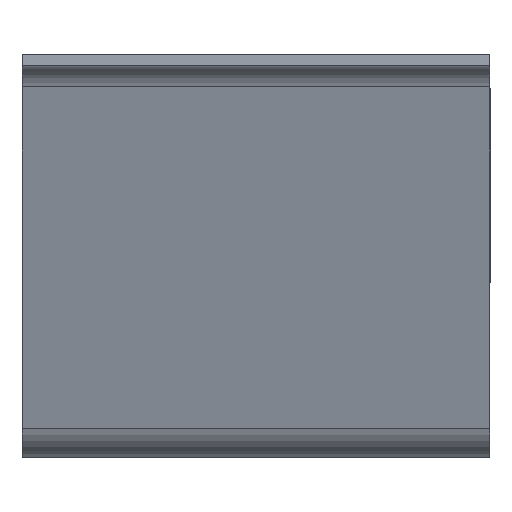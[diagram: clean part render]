
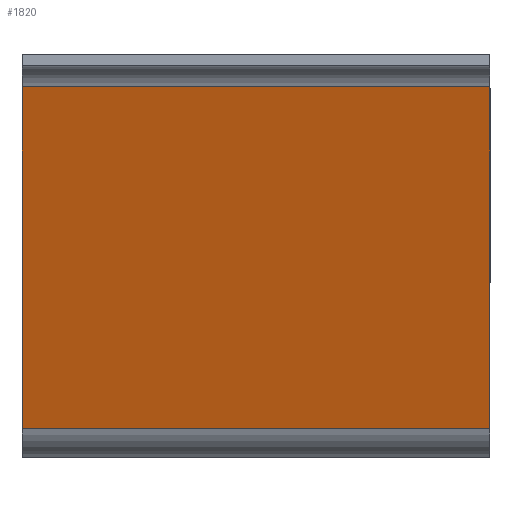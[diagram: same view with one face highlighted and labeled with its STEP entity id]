
A CAD part, left-side view. The second image highlights one B-rep face of the part: STEP entity #1820.
In plain terms, the highlighted planar face has unit normal (-0.959, 0, -0.283).
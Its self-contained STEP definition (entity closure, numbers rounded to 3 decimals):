
#609 = CYLINDRICAL_SURFACE('',#610,0.35);
#610 = AXIS2_PLACEMENT_3D('',#611,#612,#613);
#611 = CARTESIAN_POINT('',(1.25,2.,-3.));
#612 = DIRECTION('',(0.,1.,0.));
#613 = DIRECTION('',(1.,0.,0.));
#1342 = EDGE_CURVE('',#1343,#1345,#1347,.T.);
#1343 = VERTEX_POINT('',#1344);
#1344 = CARTESIAN_POINT('',(0.914,2.,-3.099));
#1345 = VERTEX_POINT('',#1346);
#1346 = CARTESIAN_POINT('',(0.914,-2.,-3.099));
#1347 = SURFACE_CURVE('',#1348,(#1352,#1359),.PCURVE_S1.);
#1348 = LINE('',#1349,#1350);
#1349 = CARTESIAN_POINT('',(0.914,2.,-3.099));
#1350 = VECTOR('',#1351,1.);
#1351 = DIRECTION('',(0.,-1.,0.));
#1352 = PCURVE('',#609,#1353);
#1353 = DEFINITIONAL_REPRESENTATION('',(#1354),#1358);
#1354 = LINE('',#1355,#1356);
#1355 = CARTESIAN_POINT('',(-3.428,0.));
#1356 = VECTOR('',#1357,1.);
#1357 = DIRECTION('',(-0.,-1.));
#1358 = ( GEOMETRIC_REPRESENTATION_CONTEXT(2) 
PARAMETRIC_REPRESENTATION_CONTEXT() REPRESENTATION_CONTEXT('2D SPACE',''
  ) );
#1359 = PCURVE('',#1360,#1365);
#1360 = PLANE('',#1361);
#1361 = AXIS2_PLACEMENT_3D('',#1362,#1363,#1364);
#1362 = CARTESIAN_POINT('',(0.053,2.,-0.179));
#1363 = DIRECTION('',(0.959,0.,0.283));
#1364 = DIRECTION('',(0.283,0.,-0.959
    ));
#1365 = DEFINITIONAL_REPRESENTATION('',(#1366),#1370);
#1366 = LINE('',#1367,#1368);
#1367 = CARTESIAN_POINT('',(3.044,0.));
#1368 = VECTOR('',#1369,1.);
#1369 = DIRECTION('',(0.,-1.));
#1370 = ( GEOMETRIC_REPRESENTATION_CONTEXT(2) 
PARAMETRIC_REPRESENTATION_CONTEXT() REPRESENTATION_CONTEXT('2D SPACE',''
  ) );
#1594 = PLANE('',#1595);
#1595 = AXIS2_PLACEMENT_3D('',#1596,#1597,#1598);
#1596 = CARTESIAN_POINT('',(0.,2.,0.)
  );
#1597 = DIRECTION('',(0.,1.,0.));
#1598 = DIRECTION('',(0.283,0.,-0.959
    ));
#1808 = PLANE('',#1809);
#1809 = AXIS2_PLACEMENT_3D('',#1810,#1811,#1812);
#1810 = CARTESIAN_POINT('',(0.,-2.,0.)
  );
#1811 = DIRECTION('',(0.,-1.,0.));
#1812 = DIRECTION('',(-0.283,0.,0.959)
  );
#1820 = ADVANCED_FACE('',(#1821),#1360,.F.);
#1821 = FACE_BOUND('',#1822,.F.);
#1822 = EDGE_LOOP('',(#1823,#1853,#1874,#1875));
#1823 = ORIENTED_EDGE('',*,*,#1824,.T.);
#1824 = EDGE_CURVE('',#1825,#1827,#1829,.T.);
#1825 = VERTEX_POINT('',#1826);
#1826 = CARTESIAN_POINT('',(0.053,2.,-0.179));
#1827 = VERTEX_POINT('',#1828);
#1828 = CARTESIAN_POINT('',(0.053,-2.,-0.179));
#1829 = SURFACE_CURVE('',#1830,(#1834,#1841),.PCURVE_S1.);
#1830 = LINE('',#1831,#1832);
#1831 = CARTESIAN_POINT('',(0.053,2.,-0.179));
#1832 = VECTOR('',#1833,1.);
#1833 = DIRECTION('',(0.,-1.,0.));
#1834 = PCURVE('',#1360,#1835);
#1835 = DEFINITIONAL_REPRESENTATION('',(#1836),#1840);
#1836 = LINE('',#1837,#1838);
#1837 = CARTESIAN_POINT('',(0.,0.));
#1838 = VECTOR('',#1839,1.);
#1839 = DIRECTION('',(0.,-1.));
#1840 = ( GEOMETRIC_REPRESENTATION_CONTEXT(2) 
PARAMETRIC_REPRESENTATION_CONTEXT() REPRESENTATION_CONTEXT('2D SPACE',''
  ) );
#1841 = PCURVE('',#1842,#1847);
#1842 = CYLINDRICAL_SURFACE('',#1843,0.25);
#1843 = AXIS2_PLACEMENT_3D('',#1844,#1845,#1846);
#1844 = CARTESIAN_POINT('',(-0.187,2.,-0.25));
#1845 = DIRECTION('',(0.,1.,0.));
#1846 = DIRECTION('',(0.,0.,1.));
#1847 = DEFINITIONAL_REPRESENTATION('',(#1848),#1852);
#1848 = LINE('',#1849,#1850);
#1849 = CARTESIAN_POINT('',(1.284,0.));
#1850 = VECTOR('',#1851,1.);
#1851 = DIRECTION('',(0.,-1.));
#1852 = ( GEOMETRIC_REPRESENTATION_CONTEXT(2) 
PARAMETRIC_REPRESENTATION_CONTEXT() REPRESENTATION_CONTEXT('2D SPACE',''
  ) );
#1853 = ORIENTED_EDGE('',*,*,#1854,.T.);
#1854 = EDGE_CURVE('',#1827,#1345,#1855,.T.);
#1855 = SURFACE_CURVE('',#1856,(#1860,#1867),.PCURVE_S1.);
#1856 = LINE('',#1857,#1858);
#1857 = CARTESIAN_POINT('',(0.,-2.,0.)
  );
#1858 = VECTOR('',#1859,1.);
#1859 = DIRECTION('',(0.283,0.,-0.959
    ));
#1860 = PCURVE('',#1360,#1861);
#1861 = DEFINITIONAL_REPRESENTATION('',(#1862),#1866);
#1862 = LINE('',#1863,#1864);
#1863 = CARTESIAN_POINT('',(-0.187,-4.));
#1864 = VECTOR('',#1865,1.);
#1865 = DIRECTION('',(1.,0.));
#1866 = ( GEOMETRIC_REPRESENTATION_CONTEXT(2) 
PARAMETRIC_REPRESENTATION_CONTEXT() REPRESENTATION_CONTEXT('2D SPACE',''
  ) );
#1867 = PCURVE('',#1808,#1868);
#1868 = DEFINITIONAL_REPRESENTATION('',(#1869),#1873);
#1869 = LINE('',#1870,#1871);
#1870 = CARTESIAN_POINT('',(0.,-0.));
#1871 = VECTOR('',#1872,1.);
#1872 = DIRECTION('',(-1.,0.));
#1873 = ( GEOMETRIC_REPRESENTATION_CONTEXT(2) 
PARAMETRIC_REPRESENTATION_CONTEXT() REPRESENTATION_CONTEXT('2D SPACE',''
  ) );
#1874 = ORIENTED_EDGE('',*,*,#1342,.F.);
#1875 = ORIENTED_EDGE('',*,*,#1876,.F.);
#1876 = EDGE_CURVE('',#1825,#1343,#1877,.T.);
#1877 = SURFACE_CURVE('',#1878,(#1882,#1889),.PCURVE_S1.);
#1878 = LINE('',#1879,#1880);
#1879 = CARTESIAN_POINT('',(0.,2.,0.)
  );
#1880 = VECTOR('',#1881,1.);
#1881 = DIRECTION('',(0.283,0.,-0.959
    ));
#1882 = PCURVE('',#1360,#1883);
#1883 = DEFINITIONAL_REPRESENTATION('',(#1884),#1888);
#1884 = LINE('',#1885,#1886);
#1885 = CARTESIAN_POINT('',(-0.187,0.));
#1886 = VECTOR('',#1887,1.);
#1887 = DIRECTION('',(1.,0.));
#1888 = ( GEOMETRIC_REPRESENTATION_CONTEXT(2) 
PARAMETRIC_REPRESENTATION_CONTEXT() REPRESENTATION_CONTEXT('2D SPACE',''
  ) );
#1889 = PCURVE('',#1594,#1890);
#1890 = DEFINITIONAL_REPRESENTATION('',(#1891),#1895);
#1891 = LINE('',#1892,#1893);
#1892 = CARTESIAN_POINT('',(0.,-0.));
#1893 = VECTOR('',#1894,1.);
#1894 = DIRECTION('',(1.,0.));
#1895 = ( GEOMETRIC_REPRESENTATION_CONTEXT(2) 
PARAMETRIC_REPRESENTATION_CONTEXT() REPRESENTATION_CONTEXT('2D SPACE',''
  ) );
